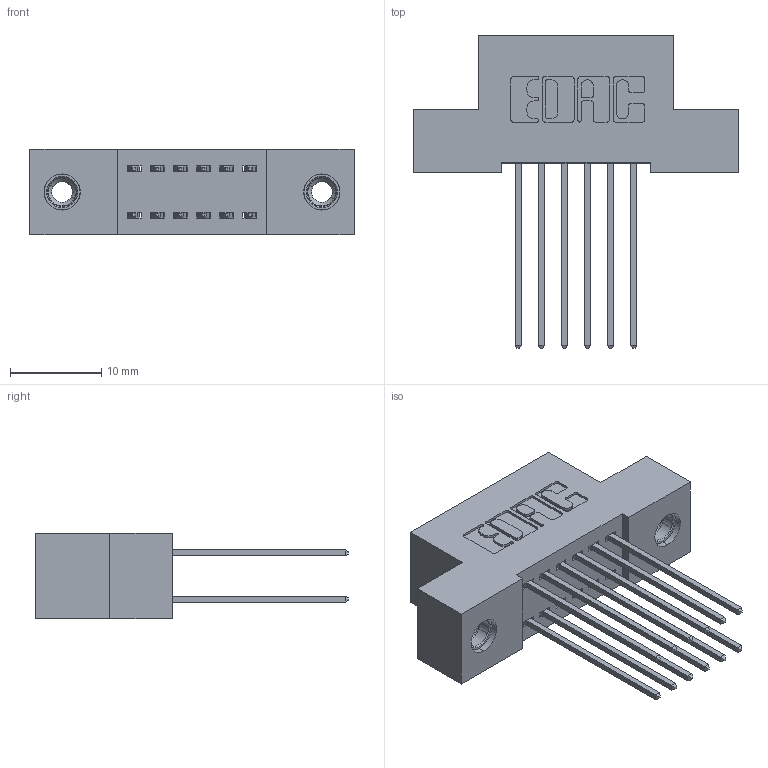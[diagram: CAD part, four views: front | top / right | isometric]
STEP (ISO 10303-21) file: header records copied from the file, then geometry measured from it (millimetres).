
FILE_DESCRIPTION (( 'STEP AP203' ), '1' );
FILE_NAME ('342-012-541-208.STEP', '2019-10-01T15:36:50', ( '' ), ( '' ), 'SwSTEP 2.0', 'SolidWorks 2016', '' );
FILE_SCHEMA (( 'CONFIG_CONTROL_DESIGN' ));
Length unit declared in the file: inch
Products named in the file (4): 345-292-001_345-293-141; 345-250-001_345-250-003-102; 342-012-541-208; 342 Part_TI
Assembly tree (15 placements, depth 2):
  342-012-541-208
    342 Part_TI
    345-292-001_345-293-141  x12
    345-250-001_345-250-003-102  x2
Bounding box: 35.56 x 34.3 x 9.4 mm (x, y, z)
Volume: 3087.8 mm3; surface area: 4460.7 mm2
Topology: 15 solids, 15 shells, 794 faces, 2295 edges, 1506 vertices
Faces by surface type: plane 530, cylinder 248, cone 12, torus 4
Entity records: 9588 total; most frequent: CARTESIAN_POINT 1613, ORIENTED_EDGE 1542, DIRECTION 1473, EDGE_CURVE 771, LINE 623, VECTOR 623, VERTEX_POINT 508, AXIS2_PLACEMENT_3D 425
